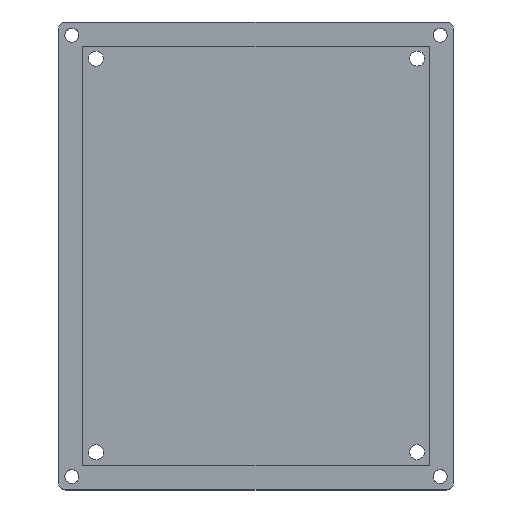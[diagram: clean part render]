
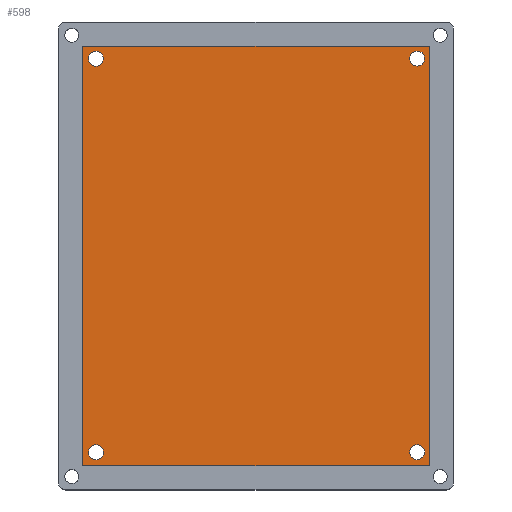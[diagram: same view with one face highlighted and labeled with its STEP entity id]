
A CAD part, top view. The second image highlights one B-rep face of the part: STEP entity #598.
In plain terms, the highlighted planar face has unit normal (0, 0, 1).
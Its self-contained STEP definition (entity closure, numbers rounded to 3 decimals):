
#35=CIRCLE('',#650,1.55);
#36=CIRCLE('',#652,1.55);
#37=CIRCLE('',#654,1.55);
#38=CIRCLE('',#656,1.55);
#54=FACE_BOUND('',#148,.T.);
#55=FACE_BOUND('',#149,.T.);
#56=FACE_BOUND('',#150,.T.);
#57=FACE_BOUND('',#151,.T.);
#70=PLANE('',#659);
#101=FACE_OUTER_BOUND('',#147,.T.);
#147=EDGE_LOOP('',(#538,#539,#540,#541));
#148=EDGE_LOOP('',(#542));
#149=EDGE_LOOP('',(#543));
#150=EDGE_LOOP('',(#544));
#151=EDGE_LOOP('',(#545));
#202=LINE('',#984,#254);
#205=LINE('',#989,#257);
#207=LINE('',#993,#259);
#208=LINE('',#994,#260);
#254=VECTOR('',#818,10.);
#257=VECTOR('',#823,10.);
#259=VECTOR('',#827,10.);
#260=VECTOR('',#828,10.);
#306=VERTEX_POINT('',#966);
#307=VERTEX_POINT('',#970);
#308=VERTEX_POINT('',#974);
#309=VERTEX_POINT('',#978);
#310=VERTEX_POINT('',#982);
#311=VERTEX_POINT('',#983);
#312=VERTEX_POINT('',#988);
#313=VERTEX_POINT('',#992);
#378=EDGE_CURVE('',#306,#306,#35,.T.);
#380=EDGE_CURVE('',#307,#307,#36,.T.);
#382=EDGE_CURVE('',#308,#308,#37,.T.);
#384=EDGE_CURVE('',#309,#309,#38,.T.);
#386=EDGE_CURVE('',#310,#311,#202,.T.);
#389=EDGE_CURVE('',#312,#310,#205,.T.);
#391=EDGE_CURVE('',#311,#313,#207,.T.);
#392=EDGE_CURVE('',#313,#312,#208,.T.);
#538=ORIENTED_EDGE('',*,*,#386,.T.);
#539=ORIENTED_EDGE('',*,*,#391,.T.);
#540=ORIENTED_EDGE('',*,*,#392,.T.);
#541=ORIENTED_EDGE('',*,*,#389,.T.);
#542=ORIENTED_EDGE('',*,*,#378,.T.);
#543=ORIENTED_EDGE('',*,*,#380,.T.);
#544=ORIENTED_EDGE('',*,*,#382,.T.);
#545=ORIENTED_EDGE('',*,*,#384,.T.);
#598=ADVANCED_FACE('',(#101,#54,#55,#56,#57),#70,.T.);
#650=AXIS2_PLACEMENT_3D('',#967,#798,#799);
#652=AXIS2_PLACEMENT_3D('',#971,#803,#804);
#654=AXIS2_PLACEMENT_3D('',#975,#808,#809);
#656=AXIS2_PLACEMENT_3D('',#979,#813,#814);
#659=AXIS2_PLACEMENT_3D('',#991,#825,#826);
#798=DIRECTION('center_axis',(0.,0.,-1.));
#799=DIRECTION('ref_axis',(-1.,0.,0.));
#803=DIRECTION('center_axis',(0.,0.,-1.));
#804=DIRECTION('ref_axis',(-1.,0.,0.));
#808=DIRECTION('center_axis',(0.,0.,-1.));
#809=DIRECTION('ref_axis',(-1.,0.,0.));
#813=DIRECTION('center_axis',(0.,0.,-1.));
#814=DIRECTION('ref_axis',(-1.,0.,0.));
#818=DIRECTION('',(-1.,0.,0.));
#823=DIRECTION('',(0.,1.,0.));
#825=DIRECTION('center_axis',(0.,0.,1.));
#826=DIRECTION('ref_axis',(1.,0.,0.));
#827=DIRECTION('',(0.,-1.,0.));
#828=DIRECTION('',(1.,0.,0.));
#966=CARTESIAN_POINT('',(75.545,88.984,4.));
#967=CARTESIAN_POINT('Origin',(73.995,88.984,4.));
#970=CARTESIAN_POINT('',(75.538,7.782,4.));
#971=CARTESIAN_POINT('Origin',(73.988,7.782,4.));
#974=CARTESIAN_POINT('',(9.299,7.761,4.));
#975=CARTESIAN_POINT('Origin',(7.749,7.761,4.));
#978=CARTESIAN_POINT('',(9.279,88.955,4.));
#979=CARTESIAN_POINT('Origin',(7.729,88.955,4.));
#982=CARTESIAN_POINT('',(76.5,91.5,4.));
#983=CARTESIAN_POINT('',(5.,91.5,4.));
#984=CARTESIAN_POINT('',(40.75,91.5,4.));
#988=CARTESIAN_POINT('',(76.5,5.,4.));
#989=CARTESIAN_POINT('',(76.5,91.5,4.));
#991=CARTESIAN_POINT('Origin',(40.75,48.25,4.));
#992=CARTESIAN_POINT('',(5.,5.,4.));
#993=CARTESIAN_POINT('',(5.,91.5,4.));
#994=CARTESIAN_POINT('',(5.,5.,4.));
